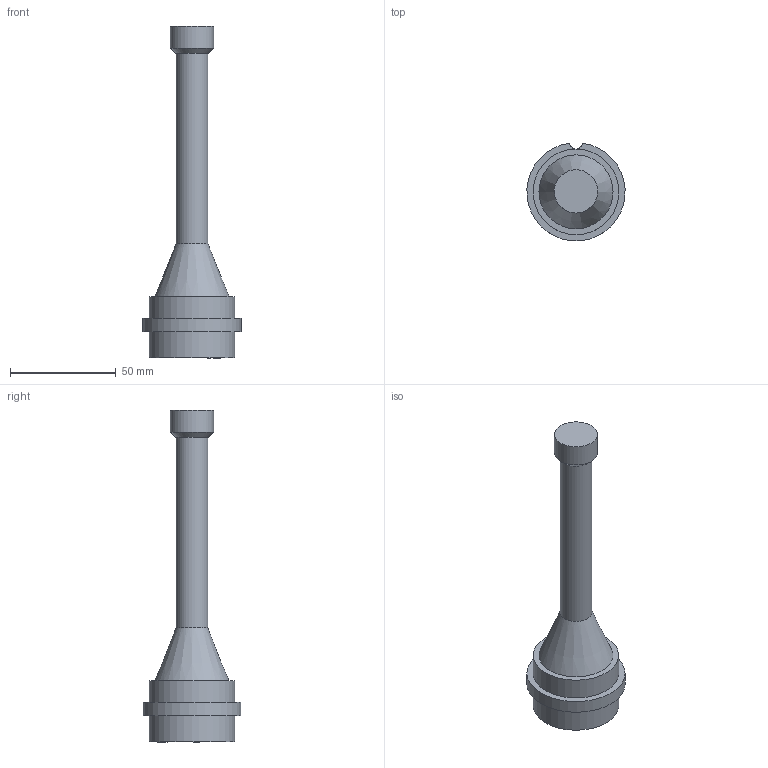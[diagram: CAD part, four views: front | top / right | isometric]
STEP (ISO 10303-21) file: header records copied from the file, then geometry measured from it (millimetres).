
FILE_DESCRIPTION(/* description */ (''),/* implementation_level */ '2;1');
FILE_NAME(/* name */ 'DC16F.stp',/* time_stamp */ '2016-02-03T09:28:30+01:00',/* author */ ('sh'),/* organization */ (''),/* preprocessor_version */ 'ST-DEVELOPER v15.2',/* originating_system */ 'Autodesk Inventor 2014',/* authorisation */ '');
FILE_SCHEMA (('AUTOMOTIVE_DESIGN { 1 0 10303 214 3 1 1 }'));
Length unit declared in the file: millimetre
Products named in the file (1): DC16F
Bounding box: 46.4 x 46.22 x 157 mm (x, y, z)
Volume: 67249.3 mm3; surface area: 18409.5 mm2
Topology: 1 solids, 1 shells, 435 faces, 1149 edges, 765 vertices
Faces by surface type: plane 228, bspline 183, cylinder 22, cone 2
Full cylindrical faces by diameter (mm): 4.8 x16, 15 x1, 20.5 x1, 40.5 x2
Entity records: 14768 total; most frequent: CARTESIAN_POINT 5250, ORIENTED_EDGE 2248, DIRECTION 1312, EDGE_CURVE 1124, VERTEX_POINT 762, LINE 710, VECTOR 710, EDGE_LOOP 506
